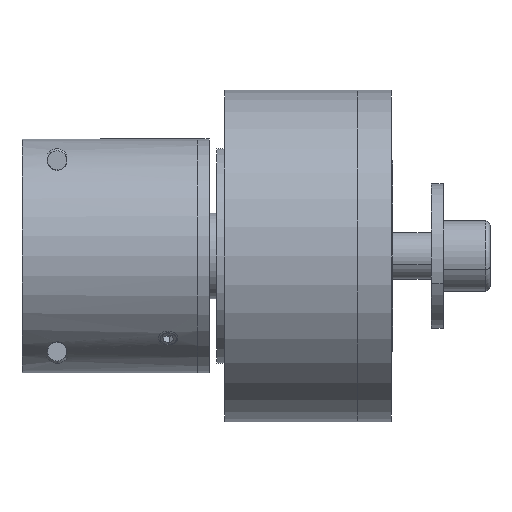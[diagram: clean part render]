
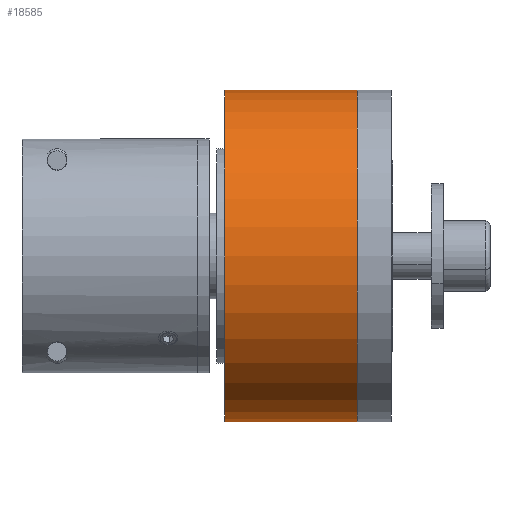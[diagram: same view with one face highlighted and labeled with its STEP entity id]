
A CAD part, front view. The second image highlights one B-rep face of the part: STEP entity #18585.
In plain terms, the highlighted cylindrical face has radius 42.5 mm (diameter 85 mm), a partial arc.
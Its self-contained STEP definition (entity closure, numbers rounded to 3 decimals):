
#70 = DIRECTION ( 'NONE',  ( -1., 0., 0. ) ) ;
#239 = CARTESIAN_POINT ( 'NONE',  ( -39.259, 0., 0. ) ) ;
#355 = DIRECTION ( 'NONE',  ( 0., 0., 1. ) ) ;
#629 = DIRECTION ( 'NONE',  ( -1., 0., 0. ) ) ;
#972 = AXIS2_PLACEMENT_3D ( 'NONE', #17567, #629, #355 ) ;
#1724 = ORIENTED_EDGE ( 'NONE', *, *, #3391, .F. ) ;
#1831 = DIRECTION ( 'NONE',  ( -1., 0., 0. ) ) ;
#2847 = CARTESIAN_POINT ( 'NONE',  ( 36.8, 0., -42.5 ) ) ;
#3007 = CYLINDRICAL_SURFACE ( 'NONE', #17589, 42.5 ) ;
#3391 = EDGE_CURVE ( 'NONE', #6637, #4800, #10095, .T. ) ;
#4581 = CARTESIAN_POINT ( 'NONE',  ( 2.8, 0., 0. ) ) ;
#4800 = VERTEX_POINT ( 'NONE', #18950 ) ;
#5190 = ORIENTED_EDGE ( 'NONE', *, *, #10441, .T. ) ;
#6047 = ORIENTED_EDGE ( 'NONE', *, *, #13055, .F. ) ;
#6550 = CARTESIAN_POINT ( 'NONE',  ( 36.8, 0., 42.5 ) ) ;
#6637 = VERTEX_POINT ( 'NONE', #2847 ) ;
#6861 = EDGE_LOOP ( 'NONE', ( #1724, #5190, #14821, #6047 ) ) ;
#6901 = CARTESIAN_POINT ( 'NONE',  ( 2.8, 0., 42.5 ) ) ;
#8547 = CIRCLE ( 'NONE', #972, 42.5 ) ;
#8556 = DIRECTION ( 'NONE',  ( -1., 0., 0. ) ) ;
#8697 = CARTESIAN_POINT ( 'NONE',  ( -39.259, 0., 42.5 ) ) ;
#8893 = EDGE_CURVE ( 'NONE', #18586, #9462, #12592, .T. ) ;
#9217 = DIRECTION ( 'NONE',  ( 0., 0., 1. ) ) ;
#9462 = VERTEX_POINT ( 'NONE', #6901 ) ;
#10095 = LINE ( 'NONE', #20012, #17334 ) ;
#10441 = EDGE_CURVE ( 'NONE', #6637, #18586, #8547, .T. ) ;
#11892 = AXIS2_PLACEMENT_3D ( 'NONE', #4581, #16702, #9217 ) ;
#12592 = LINE ( 'NONE', #8697, #13314 ) ;
#13055 = EDGE_CURVE ( 'NONE', #4800, #9462, #14304, .T. ) ;
#13314 = VECTOR ( 'NONE', #8556, 1000. ) ;
#14304 = CIRCLE ( 'NONE', #11892, 42.5 ) ;
#14342 = FACE_OUTER_BOUND ( 'NONE', #6861, .T. ) ;
#14821 = ORIENTED_EDGE ( 'NONE', *, *, #8893, .T. ) ;
#16702 = DIRECTION ( 'NONE',  ( -1., 0., 0. ) ) ;
#17334 = VECTOR ( 'NONE', #70, 1000. ) ;
#17567 = CARTESIAN_POINT ( 'NONE',  ( 36.8, 0., 0. ) ) ;
#17589 = AXIS2_PLACEMENT_3D ( 'NONE', #239, #1831, #18949 ) ;
#18585 = ADVANCED_FACE ( 'NONE', ( #14342 ), #3007, .T. ) ;
#18586 = VERTEX_POINT ( 'NONE', #6550 ) ;
#18949 = DIRECTION ( 'NONE',  ( 0., 0., 1. ) ) ;
#18950 = CARTESIAN_POINT ( 'NONE',  ( 2.8, 0., -42.5 ) ) ;
#20012 = CARTESIAN_POINT ( 'NONE',  ( -39.259, 0., -42.5 ) ) ;
